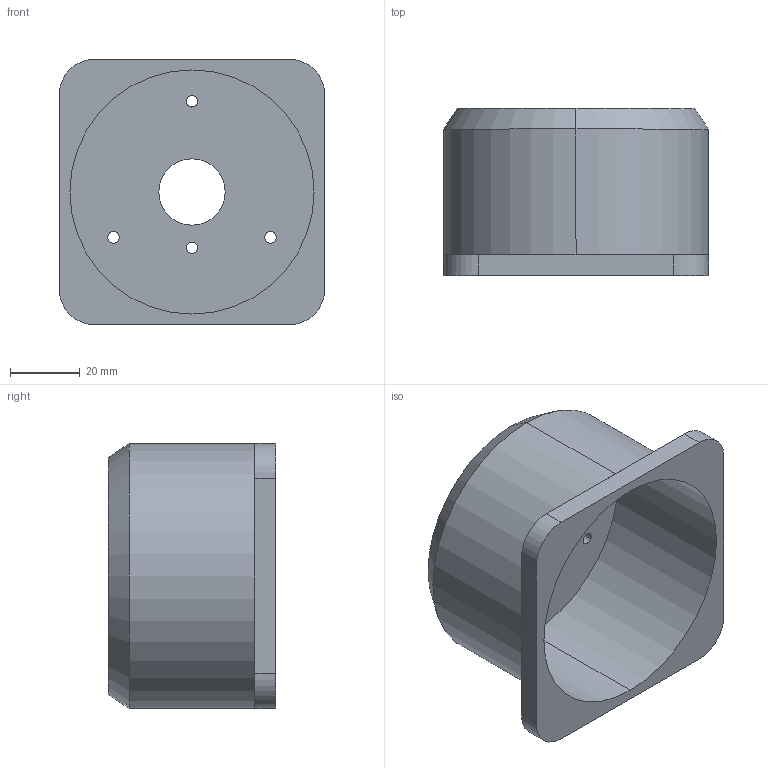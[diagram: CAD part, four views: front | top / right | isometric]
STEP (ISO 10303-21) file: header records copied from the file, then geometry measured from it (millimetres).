
FILE_DESCRIPTION (( 'STEP AP214' ), '1' );
FILE_NAME ('1_SupportCapteur_CBTV18.STEP', '2019-09-09T10:01:08', ( '' ), ( '' ), 'SwSTEP 2.0', 'SolidWorks 2018', '' );
FILE_SCHEMA (( 'AUTOMOTIVE_DESIGN' ));
Length unit declared in the file: millimetre
Products named in the file (1): 1_SupportCapteur_CBTV18
Bounding box: 76 x 48 x 76 mm (x, y, z)
Volume: 65396.4 mm3; surface area: 31388.1 mm2
Topology: 1 solids, 1 shells, 31 faces, 76 edges, 48 vertices
Faces by surface type: cylinder 18, plane 11, cone 2
Entity records: 1090 total; most frequent: DIRECTION 180, CARTESIAN_POINT 156, ORIENTED_EDGE 152, EDGE_CURVE 76, AXIS2_PLACEMENT_3D 72, VERTEX_POINT 48, EDGE_LOOP 42, CIRCLE 40
